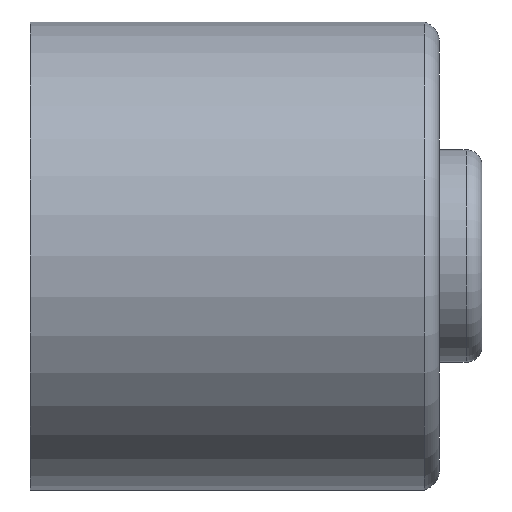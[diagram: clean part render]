
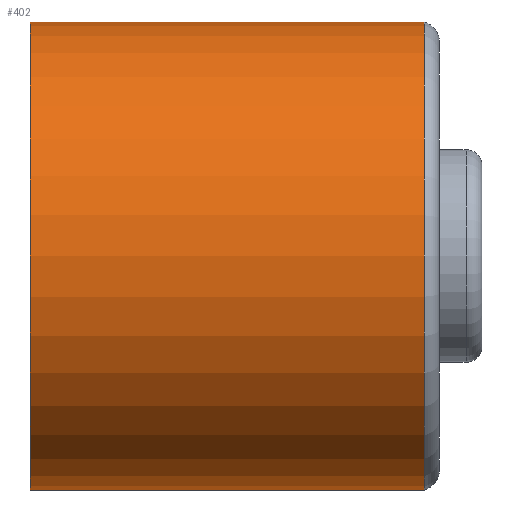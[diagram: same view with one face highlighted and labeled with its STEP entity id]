
A CAD part, front view. The second image highlights one B-rep face of the part: STEP entity #402.
In plain terms, the highlighted cylindrical face has radius 220.105 mm (diameter 440.21 mm), a full revolution.
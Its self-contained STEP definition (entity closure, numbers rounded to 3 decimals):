
#39=CYLINDRICAL_SURFACE('',#471,220.105);
#61=LINE('',#719,#83);
#83=VECTOR('',#605,220.105);
#120=FACE_OUTER_BOUND('',#158,.T.);
#158=EDGE_LOOP('',(#369,#370,#371,#372));
#159=CIRCLE('',#418,220.105);
#185=CIRCLE('',#469,220.105);
#187=VERTEX_POINT('',#608);
#222=VERTEX_POINT('',#715);
#223=EDGE_CURVE('',#187,#187,#159,.T.);
#270=EDGE_CURVE('',#222,#222,#185,.T.);
#272=EDGE_CURVE('',#187,#222,#61,.T.);
#369=ORIENTED_EDGE('',*,*,#223,.F.);
#370=ORIENTED_EDGE('',*,*,#272,.T.);
#371=ORIENTED_EDGE('',*,*,#270,.T.);
#372=ORIENTED_EDGE('',*,*,#272,.F.);
#402=ADVANCED_FACE('',(#120),#39,.T.);
#418=AXIS2_PLACEMENT_3D('',#609,#476,#477);
#469=AXIS2_PLACEMENT_3D('',#716,#599,#600);
#471=AXIS2_PLACEMENT_3D('',#718,#603,#604);
#476=DIRECTION('center_axis',(-1.,0.,0.));
#477=DIRECTION('ref_axis',(0.,0.,1.));
#599=DIRECTION('center_axis',(-1.,0.,0.));
#600=DIRECTION('ref_axis',(0.,0.,1.));
#603=DIRECTION('center_axis',(-1.,0.,0.));
#604=DIRECTION('ref_axis',(0.,0.,1.));
#605=DIRECTION('',(1.,0.,0.));
#608=CARTESIAN_POINT('',(-227.575,0.,-220.105));
#609=CARTESIAN_POINT('Origin',(-227.575,0.,0.));
#715=CARTESIAN_POINT('',(143.491,0.,-220.105));
#716=CARTESIAN_POINT('Origin',(143.491,0.,0.));
#718=CARTESIAN_POINT('Origin',(-27.042,0.,0.));
#719=CARTESIAN_POINT('',(-27.042,0.,-220.105));
